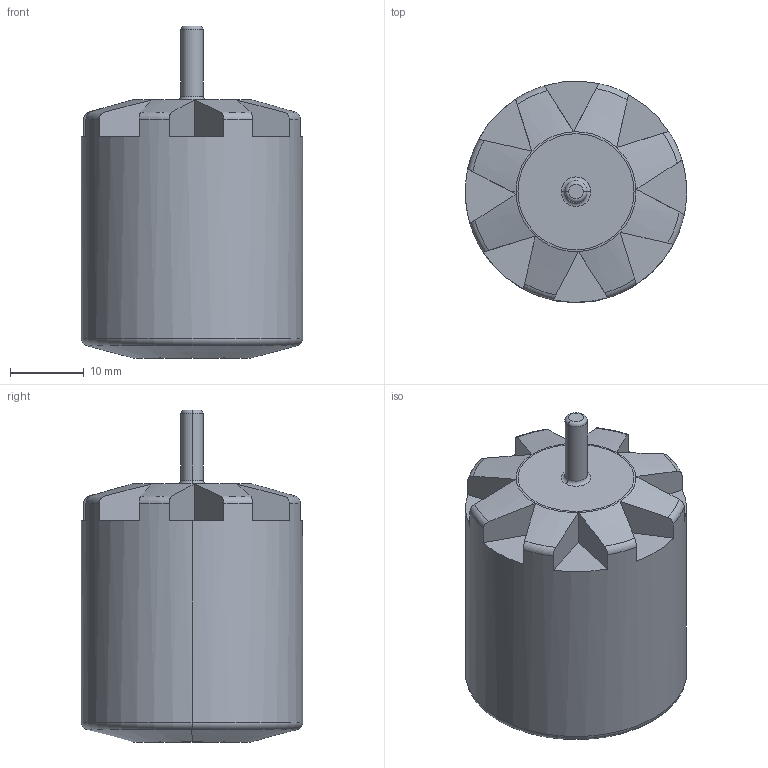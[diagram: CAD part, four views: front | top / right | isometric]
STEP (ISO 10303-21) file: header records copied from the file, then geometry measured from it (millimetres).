
FILE_DESCRIPTION (( 'STEP AP203' ), '1' );
FILE_NAME ('Motor_Default_sldprt.STEP', '2020-08-31T14:55:57', ( '' ), ( '' ), 'SwSTEP 2.0', 'SolidWorks 2020', '' );
FILE_SCHEMA (( 'CONFIG_CONTROL_DESIGN' ));
Length unit declared in the file: centimetre
Products named in the file (1): Motor_Default_sldprt
Bounding box: 30 x 30 x 45 mm (x, y, z)
Volume: 22972.5 mm3; surface area: 4739.9 mm2
Topology: 1 solids, 1 shells, 60 faces, 144 edges, 87 vertices
Faces by surface type: plane 27, torus 18, cone 11, cylinder 4
Entity records: 1908 total; most frequent: CARTESIAN_POINT 453, DIRECTION 297, ORIENTED_EDGE 288, EDGE_CURVE 144, AXIS2_PLACEMENT_3D 125, VERTEX_POINT 87, CIRCLE 64, EDGE_LOOP 61
